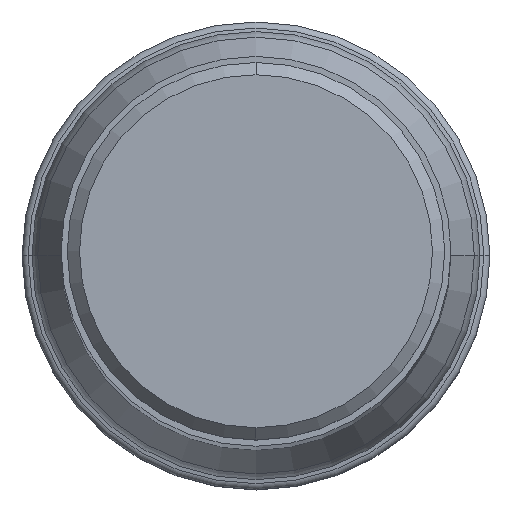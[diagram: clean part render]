
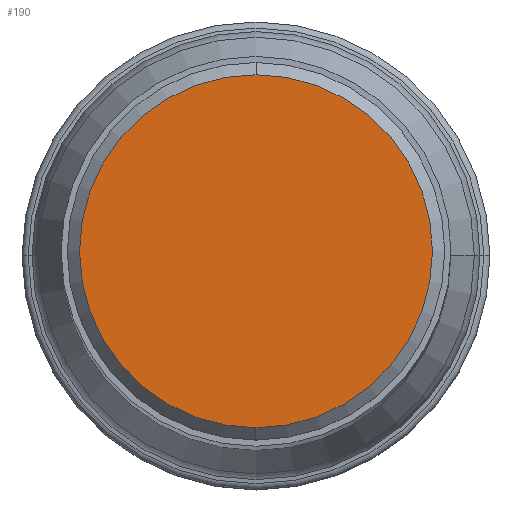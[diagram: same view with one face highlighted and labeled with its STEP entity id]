
A CAD part, top view. The second image highlights one B-rep face of the part: STEP entity #190.
In plain terms, the highlighted planar face has unit normal (0, 0, 1).
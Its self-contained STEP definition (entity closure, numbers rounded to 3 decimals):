
#29=PLANE('',#1257);
#190=ADVANCED_FACE('',(#261),#29,.F.);
#261=FACE_OUTER_BOUND('',#329,.T.);
#329=EDGE_LOOP('',(#566,#567));
#566=ORIENTED_EDGE('',*,*,#801,.T.);
#567=ORIENTED_EDGE('',*,*,#799,.T.);
#672=VERTEX_POINT('',#2948);
#673=VERTEX_POINT('',#2950);
#799=EDGE_CURVE('',#673,#672,#955,.T.);
#801=EDGE_CURVE('',#672,#673,#956,.T.);
#955=CIRCLE('',#1253,14.375);
#956=CIRCLE('',#1255,14.375);
#1253=AXIS2_PLACEMENT_3D('',#2949,#1550,#1551);
#1255=AXIS2_PLACEMENT_3D('',#2953,#1555,#1556);
#1257=AXIS2_PLACEMENT_3D('',#2955,#1559,#1560);
#1550=DIRECTION('',(0.,0.,1.));
#1551=DIRECTION('',(0.,1.,0.));
#1555=DIRECTION('',(0.,0.,1.));
#1556=DIRECTION('',(0.,-1.,0.));
#1559=DIRECTION('',(0.,0.,-1.));
#1560=DIRECTION('',(1.,0.,0.));
#2948=CARTESIAN_POINT('',(0.,-14.375,0.));
#2949=CARTESIAN_POINT('',(0.,0.,0.));
#2950=CARTESIAN_POINT('',(0.,14.375,0.));
#2953=CARTESIAN_POINT('',(0.,0.,0.));
#2955=CARTESIAN_POINT('',(0.,0.,0.));
